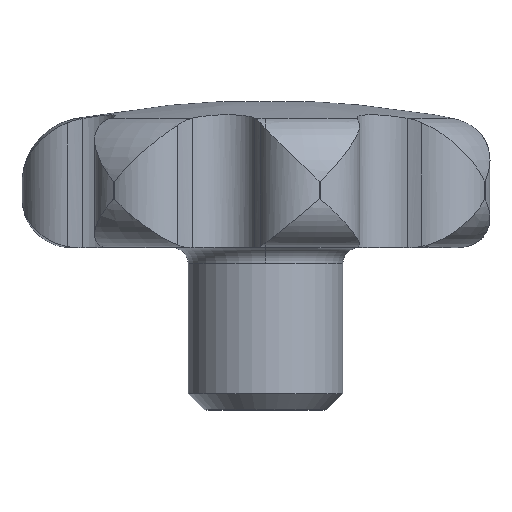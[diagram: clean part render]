
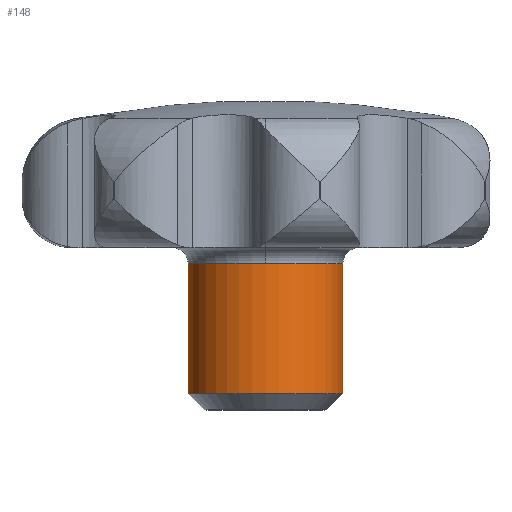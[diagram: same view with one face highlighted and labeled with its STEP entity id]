
A CAD part, top view. The second image highlights one B-rep face of the part: STEP entity #148.
In plain terms, the highlighted cylindrical face has radius 10 mm (diameter 20 mm), a partial arc.
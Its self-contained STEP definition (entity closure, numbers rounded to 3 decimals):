
#148 = ADVANCED_FACE( '', ( #301 ), #302, .T. );
#301 = FACE_OUTER_BOUND( '', #457, .T. );
#302 = CYLINDRICAL_SURFACE( '', #458, 10. );
#457 = EDGE_LOOP( '', ( #1065, #1066, #1067, #1068, #1069 ) );
#458 = AXIS2_PLACEMENT_3D( '', #1070, #1071, #1072 );
#1065 = ORIENTED_EDGE( '', *, *, #1123, .T. );
#1066 = ORIENTED_EDGE( '', *, *, #1328, .F. );
#1067 = ORIENTED_EDGE( '', *, *, #1120, .F. );
#1068 = ORIENTED_EDGE( '', *, *, #1125, .T. );
#1069 = ORIENTED_EDGE( '', *, *, #1327, .T. );
#1070 = CARTESIAN_POINT( '', ( 0., 10.5, 0. ) );
#1071 = DIRECTION( '', ( 0., -1., 0. ) );
#1072 = DIRECTION( '', ( 1., 0., 0. ) );
#1120 = EDGE_CURVE( '', #1334, #1336, #1337, .T. );
#1123 = EDGE_CURVE( '', #1341, #1342, #1343, .T. );
#1125 = EDGE_CURVE( '', #1334, #1344, #1346, .T. );
#1327 = EDGE_CURVE( '', #1344, #1341, #1680, .T. );
#1328 = EDGE_CURVE( '', #1336, #1342, #1681, .T. );
#1334 = VERTEX_POINT( '', #1688 );
#1336 = VERTEX_POINT( '', #1690 );
#1337 = CIRCLE( '', #1691, 10. );
#1341 = VERTEX_POINT( '', #1695 );
#1342 = VERTEX_POINT( '', #1696 );
#1343 = LINE( '', #1697, #1698 );
#1344 = VERTEX_POINT( '', #1699 );
#1346 = LINE( '', #1701, #1702 );
#1680 = CIRCLE( '', #2929, 10. );
#1681 = CIRCLE( '', #2930, 10. );
#1688 = CARTESIAN_POINT( '', ( -10., 18.9, 0. ) );
#1690 = CARTESIAN_POINT( '', ( 0., 18.9, 10. ) );
#1691 = AXIS2_PLACEMENT_3D( '', #2940, #2941, #2942 );
#1695 = CARTESIAN_POINT( '', ( 10., 2.1, 0. ) );
#1696 = CARTESIAN_POINT( '', ( 10., 18.9, 0. ) );
#1697 = CARTESIAN_POINT( '', ( 10., 10.5, 0. ) );
#1698 = VECTOR( '', #2949, 1. );
#1699 = CARTESIAN_POINT( '', ( -10., 2.1, 0. ) );
#1701 = CARTESIAN_POINT( '', ( -10., 10.5, 0. ) );
#1702 = VECTOR( '', #2953, 1. );
#2929 = AXIS2_PLACEMENT_3D( '', #3214, #3215, #3216 );
#2930 = AXIS2_PLACEMENT_3D( '', #3217, #3218, #3219 );
#2940 = CARTESIAN_POINT( '', ( 0., 18.9, 0. ) );
#2941 = DIRECTION( '', ( 0., 1., 0. ) );
#2942 = DIRECTION( '', ( 1., 0., 0. ) );
#2949 = DIRECTION( '', ( 0., 1., 0. ) );
#2953 = DIRECTION( '', ( 0., -1., 0. ) );
#3214 = CARTESIAN_POINT( '', ( 0., 2.1, 0. ) );
#3215 = DIRECTION( '', ( 0., 1., 0. ) );
#3216 = DIRECTION( '', ( 1., 0., 0. ) );
#3217 = CARTESIAN_POINT( '', ( 0., 18.9, 0. ) );
#3218 = DIRECTION( '', ( 0., 1., 0. ) );
#3219 = DIRECTION( '', ( 1., 0., 0. ) );
